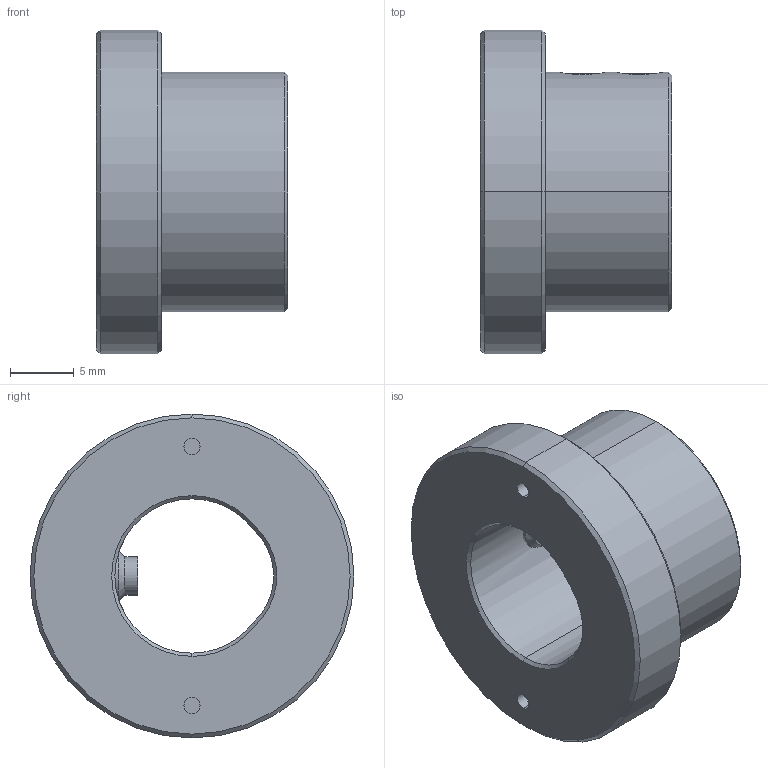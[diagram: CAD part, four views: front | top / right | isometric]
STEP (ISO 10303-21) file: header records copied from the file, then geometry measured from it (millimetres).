
FILE_DESCRIPTION (( 'STEP AP203' ), '1' );
FILE_NAME ('1.6.5.9_ZSG-1W12N.STEP', '2023-08-29T04:47:09', ( '' ), ( '' ), 'SwSTEP 2.0', 'SolidWorks 2021', '' );
FILE_SCHEMA (( 'CONFIG_CONTROL_DESIGN' ));
Length unit declared in the file: millimetre
Products named in the file (1): 1.6.5.9_ZSG-1W12N
Bounding box: 15 x 25.4 x 25.4 mm (x, y, z)
Volume: 3593 mm3; surface area: 2504.8 mm2
Topology: 3 solids, 3 shells, 83 faces, 182 edges, 112 vertices
Faces by surface type: cylinder 28, cone 26, plane 25, bspline 4
Entity records: 5055 total; most frequent: CARTESIAN_POINT 3174, DIRECTION 374, ORIENTED_EDGE 364, EDGE_CURVE 182, AXIS2_PLACEMENT_3D 150, VERTEX_POINT 112, EDGE_LOOP 96, FACE_OUTER_BOUND 83
